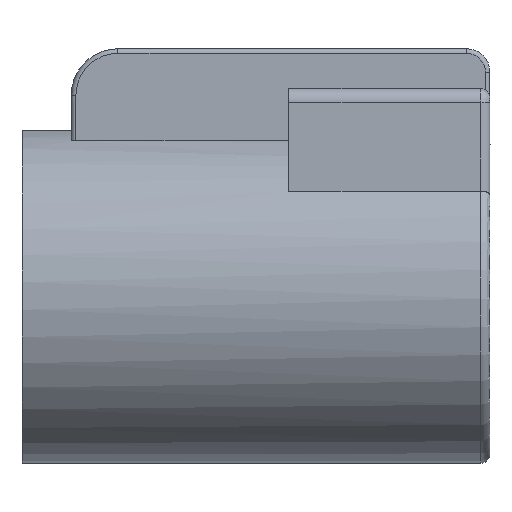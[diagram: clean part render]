
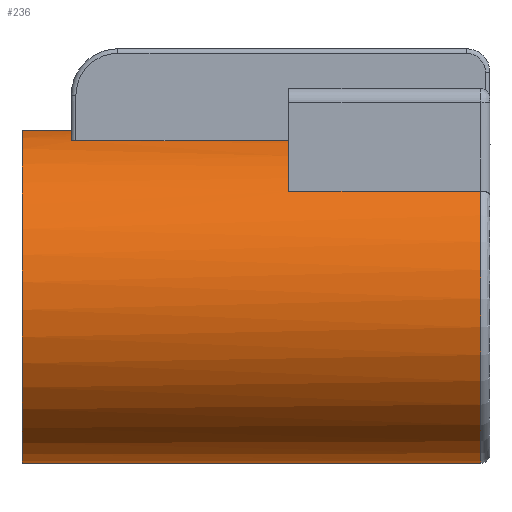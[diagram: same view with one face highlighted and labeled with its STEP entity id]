
A CAD part, left-side view. The second image highlights one B-rep face of the part: STEP entity #236.
In plain terms, the highlighted cylindrical face has radius 7.15 mm (diameter 14.3 mm), a partial arc.
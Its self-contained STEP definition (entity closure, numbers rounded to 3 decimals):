
#151=CYLINDRICAL_SURFACE('',#2607,7.15);
#190=B_SPLINE_CURVE_WITH_KNOTS('',3,(#3568,#3569,#3570,#3571,#3572,#3573,
#3574,#3575,#3576,#3577,#3578,#3579,#3580,#3581,#3582,#3583),.UNSPECIFIED.,
 .F.,.F.,(4,3,3,3,3,4),(0.,0.22,0.44,0.657,
0.871,1.),.UNSPECIFIED.);
#192=B_SPLINE_CURVE_WITH_KNOTS('',3,(#3638,#3639,#3640,#3641,#3642,#3643,
#3644,#3645,#3646,#3647,#3648,#3649,#3650,#3651,#3652,#3653),.UNSPECIFIED.,
 .F.,.F.,(4,3,3,3,3,4),(0.,0.197,0.393,0.595,
0.812,1.),.UNSPECIFIED.);
#236=ADVANCED_FACE('',(#447),#151,.T.);
#447=FACE_OUTER_BOUND('',#587,.T.);
#587=EDGE_LOOP('',(#933,#934,#935,#936,#937,#938,#939,#940,#941,#942,#943,
#944));
#711=CIRCLE('',#2558,7.15);
#714=CIRCLE('',#2563,7.15);
#735=CIRCLE('',#2604,7.15);
#736=CIRCLE('',#2605,7.15);
#737=CIRCLE('',#2606,7.15);
#933=ORIENTED_EDGE('',*,*,#1839,.F.);
#934=ORIENTED_EDGE('',*,*,#1840,.T.);
#935=ORIENTED_EDGE('',*,*,#1841,.T.);
#936=ORIENTED_EDGE('',*,*,#1842,.T.);
#937=ORIENTED_EDGE('',*,*,#1843,.T.);
#938=ORIENTED_EDGE('',*,*,#1844,.T.);
#939=ORIENTED_EDGE('',*,*,#1830,.T.);
#940=ORIENTED_EDGE('',*,*,#1784,.T.);
#941=ORIENTED_EDGE('',*,*,#1769,.F.);
#942=ORIENTED_EDGE('',*,*,#1765,.T.);
#943=ORIENTED_EDGE('',*,*,#1845,.F.);
#944=ORIENTED_EDGE('',*,*,#1779,.T.);
#1541=VERTEX_POINT('',#3584);
#1542=VERTEX_POINT('',#3585);
#1545=VERTEX_POINT('',#3593);
#1553=VERTEX_POINT('',#3627);
#1554=VERTEX_POINT('',#3629);
#1557=VERTEX_POINT('',#3654);
#1587=VERTEX_POINT('',#3766);
#1593=VERTEX_POINT('',#3788);
#1594=VERTEX_POINT('',#3792);
#1595=VERTEX_POINT('',#3794);
#1596=VERTEX_POINT('',#3796);
#1597=VERTEX_POINT('',#3798);
#1765=EDGE_CURVE('',#1541,#1542,#190,.T.);
#1769=EDGE_CURVE('',#1541,#1545,#711,.T.);
#1779=EDGE_CURVE('',#1554,#1553,#714,.T.);
#1784=EDGE_CURVE('',#1557,#1545,#192,.T.);
#1830=EDGE_CURVE('',#1587,#1557,#2160,.T.);
#1839=EDGE_CURVE('',#1593,#1553,#2167,.T.);
#1840=EDGE_CURVE('',#1593,#1594,#735,.T.);
#1841=EDGE_CURVE('',#1594,#1595,#2168,.T.);
#1842=EDGE_CURVE('',#1595,#1596,#736,.T.);
#1843=EDGE_CURVE('',#1596,#1597,#2169,.T.);
#1844=EDGE_CURVE('',#1597,#1587,#737,.T.);
#1845=EDGE_CURVE('',#1554,#1542,#2170,.T.);
#2160=LINE('',#3765,#2376);
#2167=LINE('',#3789,#2383);
#2168=LINE('',#3793,#2384);
#2169=LINE('',#3797,#2385);
#2170=LINE('',#3800,#2386);
#2376=VECTOR('',#2949,1.);
#2383=VECTOR('',#2962,1.);
#2384=VECTOR('',#2967,1.);
#2385=VECTOR('',#2970,1.);
#2386=VECTOR('',#2973,1.);
#2558=AXIS2_PLACEMENT_3D('',#3592,#2831,#2832);
#2563=AXIS2_PLACEMENT_3D('',#3628,#2847,#2848);
#2604=AXIS2_PLACEMENT_3D('',#3791,#2965,#2966);
#2605=AXIS2_PLACEMENT_3D('',#3795,#2968,#2969);
#2606=AXIS2_PLACEMENT_3D('',#3799,#2971,#2972);
#2607=AXIS2_PLACEMENT_3D('',#3801,#2974,#2975);
#2831=DIRECTION('',(0.,-1.,0.));
#2832=DIRECTION('',(0.,0.,1.));
#2847=DIRECTION('',(0.,-1.,0.));
#2848=DIRECTION('',(0.,0.,-1.));
#2949=DIRECTION('',(0.,1.,0.));
#2962=DIRECTION('',(0.,1.,0.));
#2965=DIRECTION('',(0.,1.,0.));
#2966=DIRECTION('',(0.,0.,1.));
#2967=DIRECTION('',(0.,1.,0.));
#2968=DIRECTION('',(0.,1.,0.));
#2969=DIRECTION('',(0.,0.,1.));
#2970=DIRECTION('',(0.,-1.,0.));
#2971=DIRECTION('',(0.,1.,0.));
#2972=DIRECTION('',(0.,0.,1.));
#2973=DIRECTION('',(0.,-1.,0.));
#2974=DIRECTION('',(0.,-1.,0.));
#2975=DIRECTION('',(0.,0.,1.));
#3568=CARTESIAN_POINT('',(12.046,19.509,16.987));
#3569=CARTESIAN_POINT('',(12.079,19.509,16.994));
#3570=CARTESIAN_POINT('',(12.114,19.503,17.001));
#3571=CARTESIAN_POINT('',(12.146,19.492,17.007));
#3572=CARTESIAN_POINT('',(12.178,19.481,17.014));
#3573=CARTESIAN_POINT('',(12.209,19.463,17.019));
#3574=CARTESIAN_POINT('',(12.235,19.442,17.024));
#3575=CARTESIAN_POINT('',(12.262,19.42,17.029));
#3576=CARTESIAN_POINT('',(12.285,19.394,17.033));
#3577=CARTESIAN_POINT('',(12.302,19.364,17.036));
#3578=CARTESIAN_POINT('',(12.32,19.336,17.039));
#3579=CARTESIAN_POINT('',(12.332,19.304,17.041));
#3580=CARTESIAN_POINT('',(12.339,19.271,17.042));
#3581=CARTESIAN_POINT('',(12.343,19.251,17.043));
#3582=CARTESIAN_POINT('',(12.346,19.23,17.044));
#3583=CARTESIAN_POINT('',(12.346,19.209,17.044));
#3584=CARTESIAN_POINT('',(12.046,19.509,16.987));
#3585=CARTESIAN_POINT('',(12.346,19.209,17.044));
#3592=CARTESIAN_POINT('',(13.521,19.509,9.991));
#3593=CARTESIAN_POINT('',(11.046,19.509,16.699));
#3627=CARTESIAN_POINT('',(13.521,21.609,2.841));
#3628=CARTESIAN_POINT('',(13.521,21.609,9.991));
#3629=CARTESIAN_POINT('',(12.346,21.609,17.044));
#3638=CARTESIAN_POINT('',(10.846,19.309,16.622));
#3639=CARTESIAN_POINT('',(10.846,19.331,16.622));
#3640=CARTESIAN_POINT('',(10.849,19.352,16.623));
#3641=CARTESIAN_POINT('',(10.856,19.372,16.626));
#3642=CARTESIAN_POINT('',(10.862,19.392,16.628));
#3643=CARTESIAN_POINT('',(10.872,19.411,16.632));
#3644=CARTESIAN_POINT('',(10.884,19.428,16.637));
#3645=CARTESIAN_POINT('',(10.897,19.445,16.642));
#3646=CARTESIAN_POINT('',(10.912,19.46,16.648));
#3647=CARTESIAN_POINT('',(10.929,19.472,16.655));
#3648=CARTESIAN_POINT('',(10.947,19.485,16.662));
#3649=CARTESIAN_POINT('',(10.968,19.495,16.67));
#3650=CARTESIAN_POINT('',(10.989,19.501,16.678));
#3651=CARTESIAN_POINT('',(11.007,19.507,16.684));
#3652=CARTESIAN_POINT('',(11.026,19.509,16.692));
#3653=CARTESIAN_POINT('',(11.046,19.509,16.699));
#3654=CARTESIAN_POINT('',(10.846,19.309,16.622));
#3765=CARTESIAN_POINT('',(10.846,10.559,16.622));
#3766=CARTESIAN_POINT('',(10.846,2.009,16.622));
#3788=CARTESIAN_POINT('',(13.521,2.009,2.841));
#3789=CARTESIAN_POINT('',(13.521,21.609,2.841));
#3791=CARTESIAN_POINT('',(13.521,2.009,9.991));
#3792=CARTESIAN_POINT('',(7.941,2.009,14.461));
#3793=CARTESIAN_POINT('',(7.941,1.609,14.461));
#3794=CARTESIAN_POINT('',(7.941,10.209,14.461));
#3795=CARTESIAN_POINT('',(13.521,10.209,9.991));
#3796=CARTESIAN_POINT('',(9.605,10.209,15.973));
#3797=CARTESIAN_POINT('',(9.605,21.609,15.973));
#3798=CARTESIAN_POINT('',(9.605,2.009,15.973));
#3799=CARTESIAN_POINT('',(13.521,2.009,9.991));
#3800=CARTESIAN_POINT('',(12.346,20.559,17.044));
#3801=CARTESIAN_POINT('',(13.521,21.609,9.991));
